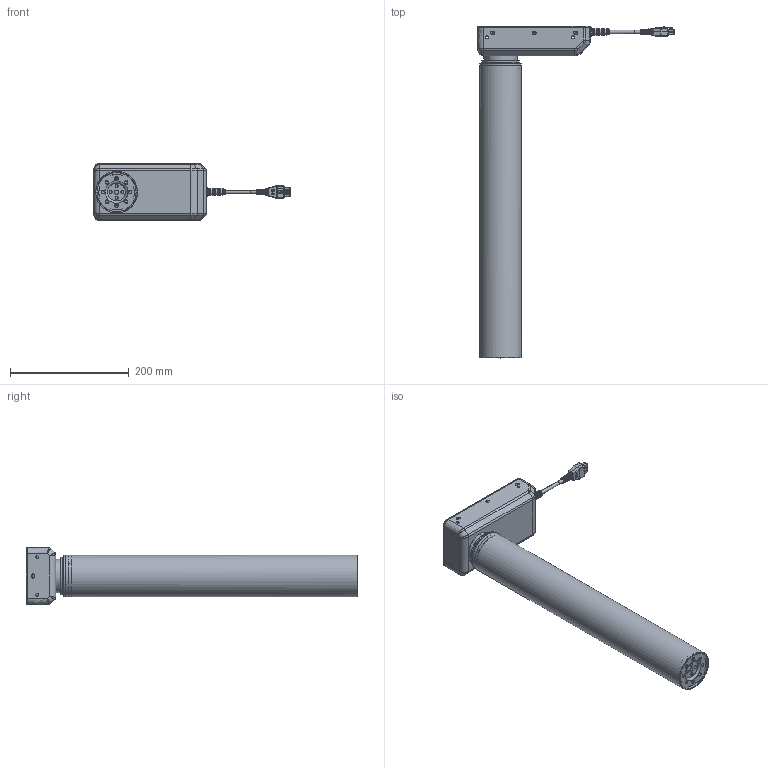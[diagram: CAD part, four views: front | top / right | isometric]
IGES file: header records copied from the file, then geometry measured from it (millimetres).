
Global section: file name: DD441.3.igs; native system: NX V12.0; preprocessor: SIEMENS PLM Software NX 12.0; date: 20210305.135606; units: millimetre
Bounding box: 331.1 x 560 x 96 mm (x, y, z)
Surface area: 713663.6 mm2 (no closed solid volume)
Topology: 0 solids, 0 shells, 2418 faces, 21486 edges, 27421 vertices
Faces by surface type: bspline 2418
